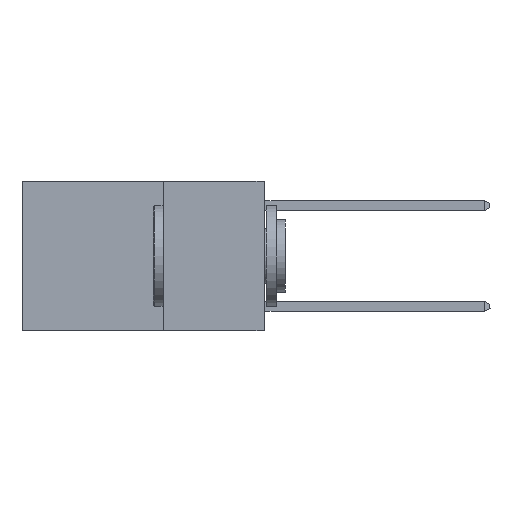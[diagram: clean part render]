
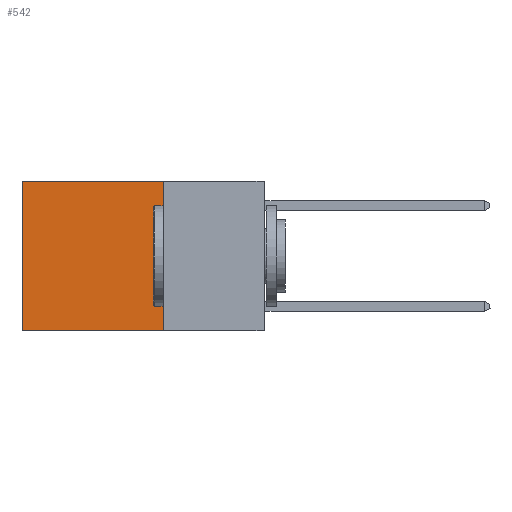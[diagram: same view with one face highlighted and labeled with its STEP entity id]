
A CAD part, left-side view. The second image highlights one B-rep face of the part: STEP entity #542.
In plain terms, the highlighted planar face has unit normal (-1, 0, 0).
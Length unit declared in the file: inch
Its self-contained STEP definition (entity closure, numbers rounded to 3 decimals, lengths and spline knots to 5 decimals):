
#167 = LINE ( 'NONE', #8797, #15263 ) ;
#542 = ADVANCED_FACE ( 'NONE', ( #6706 ), #9314, .F. ) ;
#960 = DIRECTION ( 'NONE',  ( 1., 0., 0. ) ) ;
#977 = VERTEX_POINT ( 'NONE', #25065 ) ;
#4052 = ORIENTED_EDGE ( 'NONE', *, *, #6899, .F. ) ;
#4092 = VERTEX_POINT ( 'NONE', #21002 ) ;
#4385 = AXIS2_PLACEMENT_3D ( 'NONE', #6983, #960, #7254 ) ;
#4935 = CARTESIAN_POINT ( 'NONE',  ( 0.2625, 0.25, -0.37 ) ) ;
#5994 = DIRECTION ( 'NONE',  ( 0., 1., 0. ) ) ;
#6670 = ORIENTED_EDGE ( 'NONE', *, *, #24774, .F. ) ;
#6706 = FACE_OUTER_BOUND ( 'NONE', #14226, .T. ) ;
#6899 = EDGE_CURVE ( 'NONE', #4092, #7211, #167, .T. ) ;
#6983 = CARTESIAN_POINT ( 'NONE',  ( 0.2625, 0.25, 0. ) ) ;
#7211 = VERTEX_POINT ( 'NONE', #20511 ) ;
#7254 = DIRECTION ( 'NONE',  ( 0., 0., -1. ) ) ;
#7730 = EDGE_CURVE ( 'NONE', #13247, #977, #19062, .T. ) ;
#8797 = CARTESIAN_POINT ( 'NONE',  ( 0.2625, 0.25, 0. ) ) ;
#9314 = PLANE ( 'NONE',  #4385 ) ;
#9967 = LINE ( 'NONE', #18561, #14329 ) ;
#10440 = VECTOR ( 'NONE', #23791, 39.37008 ) ;
#12454 = CARTESIAN_POINT ( 'NONE',  ( 0.2625, 0.6, 0. ) ) ;
#12746 = ORIENTED_EDGE ( 'NONE', *, *, #21421, .T. ) ;
#12770 = VECTOR ( 'NONE', #23162, 39.37008 ) ;
#13247 = VERTEX_POINT ( 'NONE', #12454 ) ;
#14226 = EDGE_LOOP ( 'NONE', ( #15308, #6670, #4052, #12746 ) ) ;
#14329 = VECTOR ( 'NONE', #5994, 39.37008 ) ;
#14835 = CARTESIAN_POINT ( 'NONE',  ( 0.2625, 0.6, 0. ) ) ;
#15263 = VECTOR ( 'NONE', #17115, 39.37008 ) ;
#15308 = ORIENTED_EDGE ( 'NONE', *, *, #7730, .T. ) ;
#17115 = DIRECTION ( 'NONE',  ( 0., 0., -1. ) ) ;
#17371 = LINE ( 'NONE', #4935, #10440 ) ;
#18561 = CARTESIAN_POINT ( 'NONE',  ( 0.2625, 0.25, 0. ) ) ;
#19062 = LINE ( 'NONE', #14835, #12770 ) ;
#20511 = CARTESIAN_POINT ( 'NONE',  ( 0.2625, 0.25, -0.37 ) ) ;
#21002 = CARTESIAN_POINT ( 'NONE',  ( 0.2625, 0.25, 0. ) ) ;
#21421 = EDGE_CURVE ( 'NONE', #4092, #13247, #9967, .T. ) ;
#23162 = DIRECTION ( 'NONE',  ( 0., 0., -1. ) ) ;
#23791 = DIRECTION ( 'NONE',  ( 0., 1., 0. ) ) ;
#24774 = EDGE_CURVE ( 'NONE', #7211, #977, #17371, .T. ) ;
#25065 = CARTESIAN_POINT ( 'NONE',  ( 0.2625, 0.6, -0.37 ) ) ;
